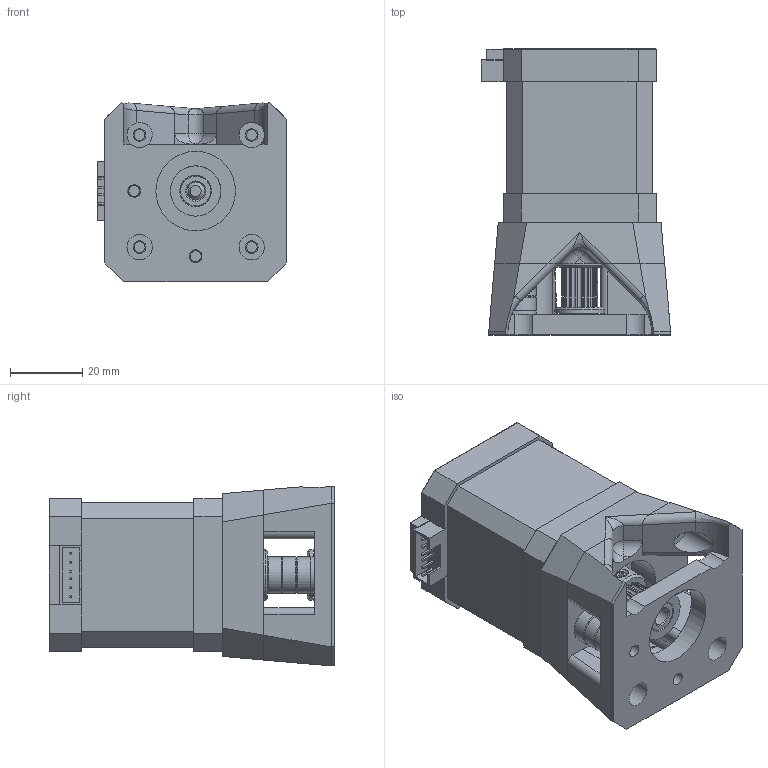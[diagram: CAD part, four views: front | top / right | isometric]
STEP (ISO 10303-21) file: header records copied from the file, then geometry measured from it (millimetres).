
FILE_DESCRIPTION(/* description */ (''),/* implementation_level */ '2;1');
FILE_NAME(/* name */ 'Torque Buddy v4.step',/* time_stamp */ '2021-12-27T11:08:53-06:00',/* author */ (''),/* organization */ (''),/* preprocessor_version */ 'ST-DEVELOPER v18.1',/* originating_system */ 'Autodesk Translation Framework v10.10.0.1391',/* authorisation */ '');
FILE_SCHEMA (('AUTOMOTIVE_DESIGN { 1 0 10303 214 3 1 1 }'));
Length unit declared in the file: millimetre
Products named in the file (4): Torque Buddy; NEMA17 Stepper; 16T 10mm GT2; 623Z
Assembly tree (8 placements, depth 2):
  Torque Buddy
    NEMA17 Stepper
    16T 10mm GT2
    623Z  x6
Bounding box: 52.27 x 79 x 49.72 mm (x, y, z)
Volume: 117568.4 mm3; surface area: 34687.9 mm2
Topology: 102 solids, 102 shells, 712 faces, 1729 edges, 1115 vertices
Faces by surface type: plane 370, cylinder 205, sphere 73, cone 39, torus 18, bspline 7
Full cylindrical faces by diameter (mm): 0.569 x1, 1.1 x16, 3 x14, 3.5 x10, 4.9 x4, 5 x3, 5.973 x24, 6 x5, 7 x4, 7.027 x24, 9.19 x1, 10 x7, 13.9 x2, 22 x3
Entity records: 18792 total; most frequent: CARTESIAN_POINT 5446, DIRECTION 2745, ORIENTED_EDGE 2628, EDGE_CURVE 1314, AXIS2_PLACEMENT_3D 933, LINE 879, VECTOR 879, VERTEX_POINT 865
